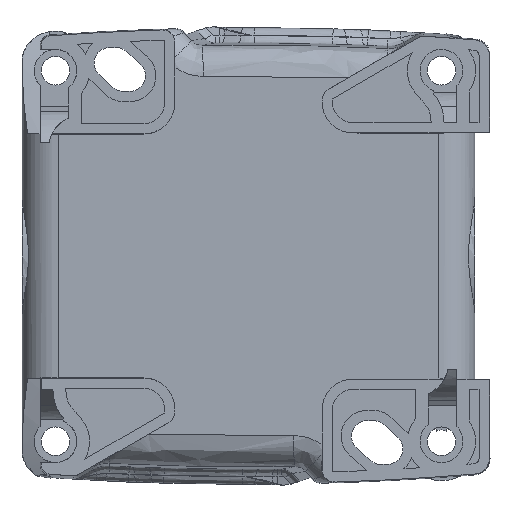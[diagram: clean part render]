
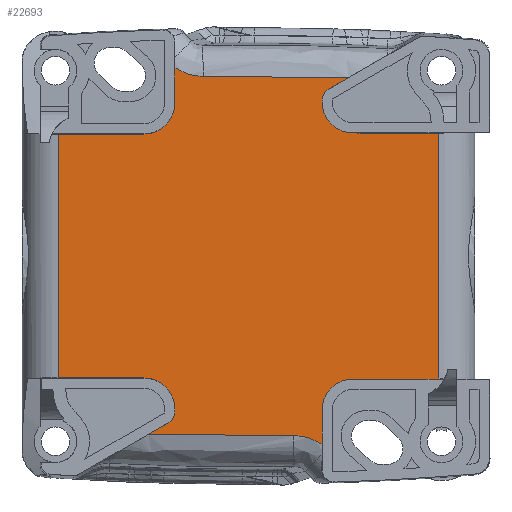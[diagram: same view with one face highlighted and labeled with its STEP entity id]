
A CAD part, front view. The second image highlights one B-rep face of the part: STEP entity #22693.
In plain terms, the highlighted planar face has unit normal (0, -1, 0).
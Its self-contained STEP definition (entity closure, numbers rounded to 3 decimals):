
#4313=DIRECTION('',(-0.866,0.,-0.5));
#4314=VECTOR('',#4313,4.475);
#4315=CARTESIAN_POINT('',(19.425,-1.,
34.627));
#4316=LINE('',#4315,#4314);
#4320=DIRECTION('',(0.,0.,-1.));
#4321=VECTOR('',#4320,0.324);
#4322=CARTESIAN_POINT('',(14.3,-1.,30.224));
#4323=LINE('',#4322,#4321);
#4327=CARTESIAN_POINT('',(20.3,-1.,29.9));
#4328=DIRECTION('',(0.,-1.,0.));
#4329=DIRECTION('',(-1.,0.,0.));
#4330=AXIS2_PLACEMENT_3D('',#4327,#4328,#4329);
#4335=DIRECTION('',(1.,0.,-0.001));
#4336=VECTOR('',#4335,16.7);
#4337=CARTESIAN_POINT('',(20.3,-1.,23.9));
#4338=LINE('',#4337,#4336);
#4342=DIRECTION('',(0.,0.,1.));
#4343=VECTOR('',#4342,47.791);
#4344=CARTESIAN_POINT('',(37.,-1.,-23.9));
#4345=LINE('',#4344,#4343);
#4349=DIRECTION('',(-1.,0.,0.));
#4350=VECTOR('',#4349,16.7);
#4351=CARTESIAN_POINT('',(37.,-1.,-23.9));
#4352=LINE('',#4351,#4350);
#4356=CARTESIAN_POINT('',(20.3,-1.,-29.9));
#4357=DIRECTION('',(0.,-1.,0.));
#4358=DIRECTION('',(0.,0.,1.));
#4359=AXIS2_PLACEMENT_3D('',#4356,#4357,#4358);
#4364=DIRECTION('',(0.,0.,-1.));
#4365=VECTOR('',#4364,6.772);
#4366=CARTESIAN_POINT('',(14.3,-1.,-29.9));
#4367=LINE('',#4366,#4365);
#4371=CARTESIAN_POINT('',(8.78,-1.,
-34.918));
#4372=CARTESIAN_POINT('',(9.041,-1.,
-34.913));
#4373=CARTESIAN_POINT('',(9.553,-1.,
-34.927));
#4374=CARTESIAN_POINT('',(10.291,-1.,
-35.008));
#4375=CARTESIAN_POINT('',(11.011,-1.,
-35.147));
#4376=CARTESIAN_POINT('',(11.71,-1.,
-35.34));
#4377=CARTESIAN_POINT('',(12.388,-1.,
-35.588));
#4378=CARTESIAN_POINT('',(13.046,-1.,
-35.889));
#4379=CARTESIAN_POINT('',(13.685,-1.,
-36.246));
#4380=CARTESIAN_POINT('',(14.097,-1.,
-36.523));
#4381=CARTESIAN_POINT('',(14.3,-1.,
-36.672));
#4386=CARTESIAN_POINT('',(-19.425,-1.,
-34.627));
#4387=CARTESIAN_POINT('',(-16.561,-1.,
-34.735));
#4388=CARTESIAN_POINT('',(-10.656,-1.,
-34.909));
#4389=CARTESIAN_POINT('',(-1.403,-1.,
-35.021));
#4390=CARTESIAN_POINT('',(5.311,-1.,
-34.977));
#4391=CARTESIAN_POINT('',(8.78,-1.,
-34.918));
#4396=DIRECTION('',(0.866,0.,0.5));
#4397=VECTOR('',#4396,4.475);
#4398=CARTESIAN_POINT('',(-19.425,-1.,
-34.627));
#4399=LINE('',#4398,#4397);
#4403=DIRECTION('',(0.,0.,1.));
#4404=VECTOR('',#4403,0.524);
#4405=CARTESIAN_POINT('',(-14.3,-1.,-30.224));
#4406=LINE('',#4405,#4404);
#4410=CARTESIAN_POINT('',(-20.3,-1.,-29.7));
#4411=DIRECTION('',(0.,-1.,0.));
#4412=DIRECTION('',(1.,0.,0.));
#4413=AXIS2_PLACEMENT_3D('',#4410,#4411,#4412);
#4418=DIRECTION('',(-1.,0.,0.));
#4419=VECTOR('',#4418,16.7);
#4420=CARTESIAN_POINT('',(-20.3,-1.,-23.7));
#4421=LINE('',#4420,#4419);
#4425=DIRECTION('',(0.,0.,-1.));
#4426=VECTOR('',#4425,47.4);
#4427=CARTESIAN_POINT('',(-37.,-1.,23.7));
#4428=LINE('',#4427,#4426);
#4432=DIRECTION('',(1.,0.,0.));
#4433=VECTOR('',#4432,16.7);
#4434=CARTESIAN_POINT('',(-37.,-1.,23.7));
#4435=LINE('',#4434,#4433);
#4439=CARTESIAN_POINT('',(-20.3,-1.,29.7));
#4440=DIRECTION('',(0.,-1.,0.));
#4441=DIRECTION('',(0.,0.,-1.));
#4442=AXIS2_PLACEMENT_3D('',#4439,#4440,#4441);
#4447=DIRECTION('',(0.,0.,1.));
#4448=VECTOR('',#4447,6.972);
#4449=CARTESIAN_POINT('',(-14.3,-1.,29.7));
#4450=LINE('',#4449,#4448);
#4454=CARTESIAN_POINT('',(-8.78,-1.,
34.918));
#4455=CARTESIAN_POINT('',(-9.041,-1.,
34.913));
#4456=CARTESIAN_POINT('',(-9.553,-1.,
34.927));
#4457=CARTESIAN_POINT('',(-10.291,-1.,
35.008));
#4458=CARTESIAN_POINT('',(-11.011,-1.,
35.147));
#4459=CARTESIAN_POINT('',(-11.71,-1.,
35.34));
#4460=CARTESIAN_POINT('',(-12.388,-1.,
35.588));
#4461=CARTESIAN_POINT('',(-13.046,-1.,
35.889));
#4462=CARTESIAN_POINT('',(-13.685,-1.,
36.246));
#4463=CARTESIAN_POINT('',(-14.097,-1.,
36.523));
#4464=CARTESIAN_POINT('',(-14.3,-1.,
36.672));
#4469=CARTESIAN_POINT('',(19.425,-1.,
34.627));
#4470=CARTESIAN_POINT('',(16.563,-1.,
34.734));
#4471=CARTESIAN_POINT('',(10.659,-1.,34.909));
#4472=CARTESIAN_POINT('',(1.397,-1.,
35.021));
#4473=CARTESIAN_POINT('',(-5.313,-1.,
34.977));
#4474=CARTESIAN_POINT('',(-8.78,-1.,
34.918));
#4525=CARTESIAN_POINT('',(14.3,-1.,30.224));
#4526=CARTESIAN_POINT('',(14.3,-1.,30.706));
#4527=CARTESIAN_POINT('',(14.553,-1.,31.521));
#4528=CARTESIAN_POINT('',(15.133,-1.,32.149));
#4529=CARTESIAN_POINT('',(15.55,-1.,32.389));
#4563=CARTESIAN_POINT('',(19.425,-1.,
34.627));
#4752=CARTESIAN_POINT('',(-14.3,-1.,
36.672));
#5649=CARTESIAN_POINT('',(-37.,-1.,23.7));
#5654=CARTESIAN_POINT('',(-37.,-1.,-23.7));
#6130=CARTESIAN_POINT('',(-14.3,-1.,-30.224));
#6131=CARTESIAN_POINT('',(-14.3,-1.,-30.706));
#6132=CARTESIAN_POINT('',(-14.553,-1.,-31.521));
#6133=CARTESIAN_POINT('',(-15.133,-1.,-32.149));
#6134=CARTESIAN_POINT('',(-15.55,-1.,-32.389));
#8036=CARTESIAN_POINT('',(14.3,-1.,
-36.672));
#9433=CARTESIAN_POINT('',(-19.425,-1.,
-34.627));
#18351=CARTESIAN_POINT('',(20.3,-1.,-23.9));
#18352=CARTESIAN_POINT('',(14.3,-1.,-29.9));
#18353=VERTEX_POINT('',#18351);
#18354=VERTEX_POINT('',#18352);
#18355=CARTESIAN_POINT('',(14.3,-1.,29.9));
#18356=CARTESIAN_POINT('',(20.3,-1.,23.9));
#18357=VERTEX_POINT('',#18355);
#18358=VERTEX_POINT('',#18356);
#18359=CARTESIAN_POINT('',(-14.3,-1.,-29.7));
#18360=CARTESIAN_POINT('',(-20.3,-1.,-23.7));
#18361=VERTEX_POINT('',#18359);
#18362=VERTEX_POINT('',#18360);
#18424=CARTESIAN_POINT('',(-20.3,-1.,23.7));
#18425=CARTESIAN_POINT('',(-14.3,-1.,29.7));
#18426=VERTEX_POINT('',#18424);
#18427=VERTEX_POINT('',#18425);
#18490=VERTEX_POINT('',#9433);
#18491=VERTEX_POINT('',#8036);
#18495=VERTEX_POINT('',#4563);
#18496=VERTEX_POINT('',#4752);
#18501=VERTEX_POINT('',#5649);
#18526=CARTESIAN_POINT('',(-15.55,-1.,-32.389));
#18528=VERTEX_POINT('',#18526);
#18530=CARTESIAN_POINT('',(-14.3,-1.,-30.224));
#18531=VERTEX_POINT('',#18530);
#18533=CARTESIAN_POINT('',(15.55,-1.,32.389));
#18535=VERTEX_POINT('',#18533);
#18537=CARTESIAN_POINT('',(14.3,-1.,30.224));
#18538=VERTEX_POINT('',#18537);
#18610=VERTEX_POINT('',#5654);
#18611=VERTEX_POINT('',#4371);
#18612=VERTEX_POINT('',#4454);
#18940=CARTESIAN_POINT('',(37.,-1.,-23.9));
#18941=CARTESIAN_POINT('',(37.,-1.,23.891));
#18942=VERTEX_POINT('',#18940);
#18943=VERTEX_POINT('',#18941);
#22644=CARTESIAN_POINT('',(0.,-1.,0.));
#22645=DIRECTION('',(0.,1.,0.));
#22646=DIRECTION('',(0.,0.,1.));
#22647=AXIS2_PLACEMENT_3D('',#22644,#22645,#22646);
#22648=PLANE('',#22647);
#22650=ORIENTED_EDGE('',*,*,#22649,.T.);
#22652=ORIENTED_EDGE('',*,*,#22651,.F.);
#22654=ORIENTED_EDGE('',*,*,#22653,.T.);
#22656=ORIENTED_EDGE('',*,*,#22655,.T.);
#22657=ORIENTED_EDGE('',*,*,#22636,.T.);
#22658=ORIENTED_EDGE('',*,*,#22496,.F.);
#22660=ORIENTED_EDGE('',*,*,#22659,.T.);
#22662=ORIENTED_EDGE('',*,*,#22661,.T.);
#22664=ORIENTED_EDGE('',*,*,#22663,.T.);
#22666=ORIENTED_EDGE('',*,*,#22665,.F.);
#22668=ORIENTED_EDGE('',*,*,#22667,.F.);
#22670=ORIENTED_EDGE('',*,*,#22669,.T.);
#22672=ORIENTED_EDGE('',*,*,#22671,.F.);
#22674=ORIENTED_EDGE('',*,*,#22673,.T.);
#22676=ORIENTED_EDGE('',*,*,#22675,.T.);
#22678=ORIENTED_EDGE('',*,*,#22677,.T.);
#22680=ORIENTED_EDGE('',*,*,#22679,.F.);
#22682=ORIENTED_EDGE('',*,*,#22681,.T.);
#22684=ORIENTED_EDGE('',*,*,#22683,.T.);
#22686=ORIENTED_EDGE('',*,*,#22685,.T.);
#22688=ORIENTED_EDGE('',*,*,#22687,.F.);
#22690=ORIENTED_EDGE('',*,*,#22689,.F.);
#22691=EDGE_LOOP('',(#22650,#22652,#22654,#22656,#22657,#22658,#22660,#22662,
#22664,#22666,#22668,#22670,#22672,#22674,#22676,#22678,#22680,#22682,#22684,
#22686,#22688,#22690));
#22692=FACE_OUTER_BOUND('',#22691,.F.);
#22693=ADVANCED_FACE('',(#22692),#22648,.F.);
#4331=CIRCLE('',#4330,6.);
#4360=CIRCLE('',#4359,6.);
#4382=B_SPLINE_CURVE_WITH_KNOTS('',3,(#4371,#4372,#4373,#4374,#4375,#4376,#4377,
#4378,#4379,#4380,#4381),.UNSPECIFIED.,.F.,.F.,(4,1,1,1,1,1,1,1,4),(0.,
0.125,0.25,0.375,0.5,0.625,0.75,0.875,1.),.UNSPECIFIED.);
#4392=B_SPLINE_CURVE_WITH_KNOTS('',3,(#4386,#4387,#4388,#4389,#4390,#4391),
.UNSPECIFIED.,.F.,.F.,(4,1,1,4),(0.,0.333,0.667,1.),
.UNSPECIFIED.);
#4414=CIRCLE('',#4413,6.);
#4443=CIRCLE('',#4442,6.);
#4465=B_SPLINE_CURVE_WITH_KNOTS('',3,(#4454,#4455,#4456,#4457,#4458,#4459,#4460,
#4461,#4462,#4463,#4464),.UNSPECIFIED.,.F.,.F.,(4,1,1,1,1,1,1,1,4),(0.,
0.125,0.25,0.375,0.5,0.625,0.75,0.875,1.),.UNSPECIFIED.);
#4475=B_SPLINE_CURVE_WITH_KNOTS('',3,(#4469,#4470,#4471,#4472,#4473,#4474),
.UNSPECIFIED.,.F.,.F.,(4,1,1,4),(0.,0.333,0.667,1.),
.UNSPECIFIED.);
#4530=B_SPLINE_CURVE_WITH_KNOTS('',3,(#4525,#4526,#4527,#4528,#4529),
.UNSPECIFIED.,.F.,.F.,(4,1,4),(0.,0.5,1.),.UNSPECIFIED.);
#6135=B_SPLINE_CURVE_WITH_KNOTS('',3,(#6130,#6131,#6132,#6133,#6134),
.UNSPECIFIED.,.F.,.F.,(4,1,4),(0.,0.5,1.),.UNSPECIFIED.);
#22496=EDGE_CURVE('',#18942,#18943,#4345,.T.);
#22636=EDGE_CURVE('',#18358,#18943,#4338,.T.);
#22649=EDGE_CURVE('',#18495,#18535,#4316,.T.);
#22651=EDGE_CURVE('',#18538,#18535,#4530,.T.);
#22653=EDGE_CURVE('',#18538,#18357,#4323,.T.);
#22655=EDGE_CURVE('',#18357,#18358,#4331,.T.);
#22659=EDGE_CURVE('',#18942,#18353,#4352,.T.);
#22661=EDGE_CURVE('',#18353,#18354,#4360,.T.);
#22663=EDGE_CURVE('',#18354,#18491,#4367,.T.);
#22665=EDGE_CURVE('',#18611,#18491,#4382,.T.);
#22667=EDGE_CURVE('',#18490,#18611,#4392,.T.);
#22669=EDGE_CURVE('',#18490,#18528,#4399,.T.);
#22671=EDGE_CURVE('',#18531,#18528,#6135,.T.);
#22673=EDGE_CURVE('',#18531,#18361,#4406,.T.);
#22675=EDGE_CURVE('',#18361,#18362,#4414,.T.);
#22677=EDGE_CURVE('',#18362,#18610,#4421,.T.);
#22679=EDGE_CURVE('',#18501,#18610,#4428,.T.);
#22681=EDGE_CURVE('',#18501,#18426,#4435,.T.);
#22683=EDGE_CURVE('',#18426,#18427,#4443,.T.);
#22685=EDGE_CURVE('',#18427,#18496,#4450,.T.);
#22687=EDGE_CURVE('',#18612,#18496,#4465,.T.);
#22689=EDGE_CURVE('',#18495,#18612,#4475,.T.);
